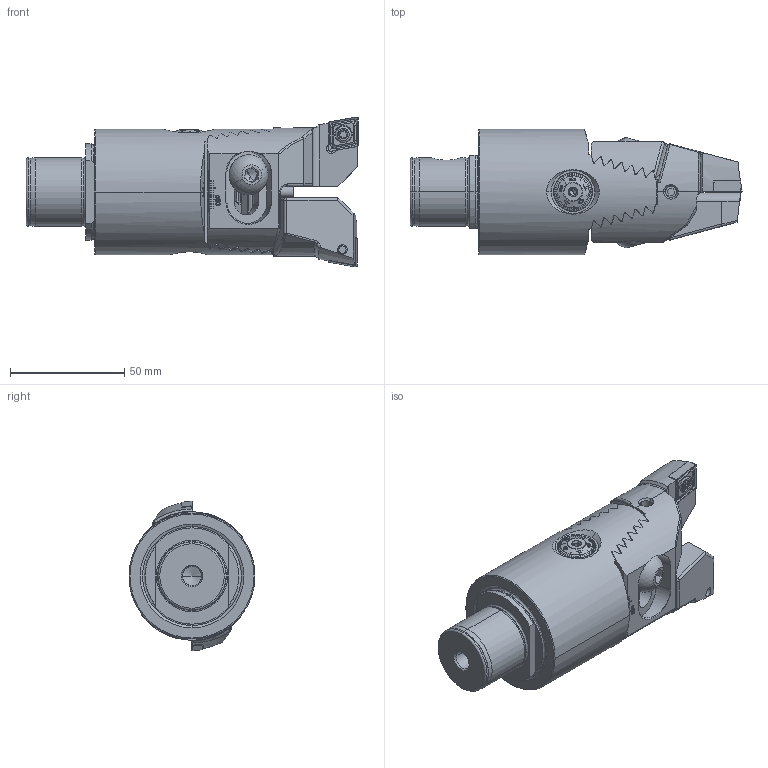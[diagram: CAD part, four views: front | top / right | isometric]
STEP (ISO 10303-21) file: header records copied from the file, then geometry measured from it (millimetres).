
FILE_DESCRIPTION (( 'STEP AP203' ), '1' );
FILE_NAME ('145.550.000.STEP', '2018-02-28T13:14:00', ( 'SWIAdmin' ), ( 'Hewlett-Packard Company' ), 'SwSTEP 2.0', 'SolidWorks 2017', '' );
FILE_SCHEMA (( 'CONFIG_CONTROL_DESIGN' ));
Length unit declared in the file: millimetre
Products named in the file (22): ZC5-BG1.017.037_A; ZC5-xxx.001.037_A; 145.550.000; F32-BG2.014.012_A; CCMT120404; F32-BG2.017.003_A; Z55-ER3.001.020; F32-BG2.017.004_A; ISO 4028 - M3 x 5_M3x8; F32-BG2.009.019_A; ZC5-WCC.010.037; MB5-ZC5.K23.115_A; F32-BG1.010.006_A; Z55-ER1.002.025_A; Z42-ER2.001.019_A; ZC5-BG1.017.037; Z55-ER1.003.025_A_gespannt; ZC5-xxx.001.037_A_versetzt Combi; ZCx-BG2.00x.0xx_A_ZC5; Z55-ER1.001.025; WCC-ER2.001.010_A; ZC5-BG3.005.032_A_ZC5
Assembly tree (24 placements, depth 3):
  145.550.000
    MB5-ZC5.K23.115_A
    Z42-ER2.001.019_A
    ZC5-WCC.010.037
      ZC5-xxx.001.037_A_versetzt Combi
      WCC-ER2.001.010_A  x2
      ZC5-xxx.001.037_A
      CCMT120404  x2
      Z55-ER3.001.020
      ISO 4028 - M3 x 5_M3x8
    Z55-ER1.001.025  x2
      Z55-ER1.002.025_A
      Z55-ER1.003.025_A_gespannt
    ZC5-BG1.017.037
      ZC5-BG1.017.037_A
      F32-BG2.014.012_A
      F32-BG2.017.003_A
      F32-BG2.017.004_A
      F32-BG2.009.019_A
      F32-BG1.010.006_A
    ZCx-BG2.00x.0xx_A_ZC5
    ZC5-BG3.005.032_A_ZC5
Bounding box: 145 x 55 x 65.5 mm (x, y, z)
Volume: 225226.3 mm3; surface area: 61641.5 mm2
Topology: 22 solids, 22 shells, 1509 faces, 3981 edges, 2507 vertices
Faces by surface type: plane 738, cylinder 280, cone 244, bspline 157, torus 76, sphere 14
Entity records: 53878 total; most frequent: CARTESIAN_POINT 19744, ORIENTED_EDGE 7340, DIRECTION 5700, EDGE_CURVE 3670, VERTEX_POINT 2342, AXIS2_PLACEMENT_3D 2030, VECTOR 1640, LINE 1640
